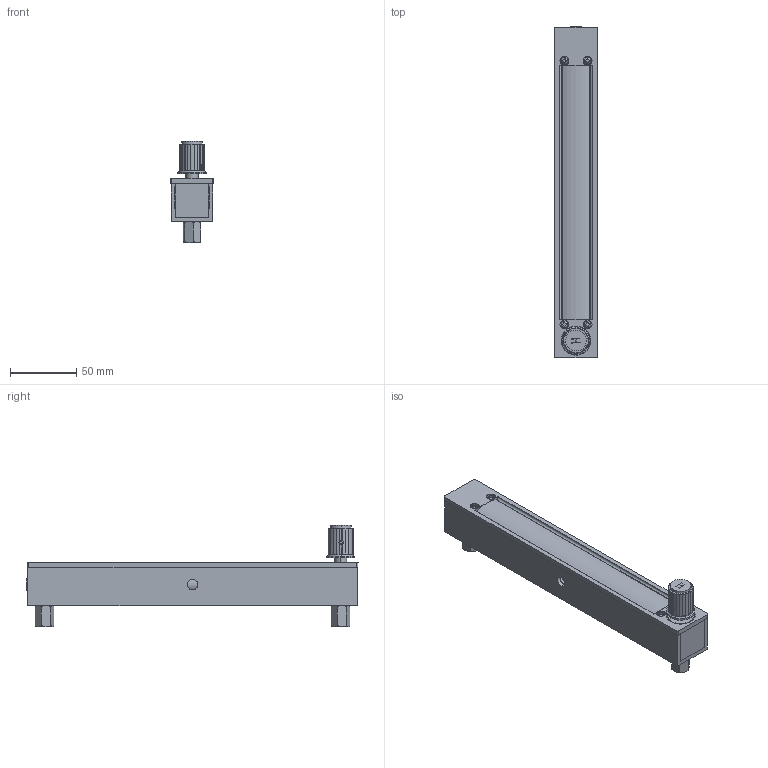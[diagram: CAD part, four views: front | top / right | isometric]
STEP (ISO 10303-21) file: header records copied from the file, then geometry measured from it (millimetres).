
FILE_DESCRIPTION (( 'STEP AP203' ), '1' );
FILE_NAME ('1355G-J-T-1-A.STEP', '2022-04-21T17:40:36', ( '' ), ( '' ), 'SwSTEP 2.0', 'SolidWorks 2020', '' );
FILE_SCHEMA (( 'CONFIG_CONTROL_DESIGN' ));
Length unit declared in the file: inch
Products named in the file (1): 1355G-J-T-1-A
Bounding box: 32.54 x 251.03 x 76.51 mm (x, y, z)
Volume: 164184.6 mm3; surface area: 93931.8 mm2
Topology: 21 solids, 21 shells, 673 faces, 1632 edges, 1029 vertices
Faces by surface type: plane 305, cylinder 210, cone 124, torus 26, bspline 8
Entity records: 20675 total; most frequent: CARTESIAN_POINT 4807, DIRECTION 3302, ORIENTED_EDGE 3236, EDGE_CURVE 1618, AXIS2_PLACEMENT_3D 1224, VERTEX_POINT 1029, LINE 854, VECTOR 854
